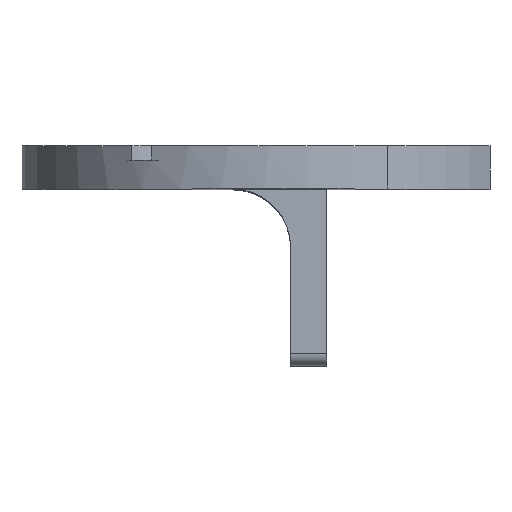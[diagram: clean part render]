
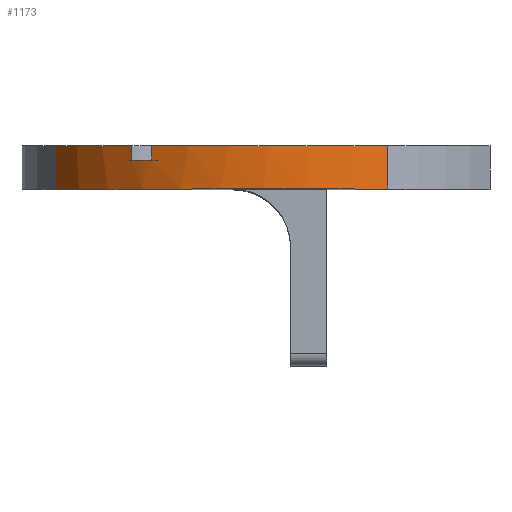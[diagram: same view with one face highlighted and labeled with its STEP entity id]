
A CAD part, top view. The second image highlights one B-rep face of the part: STEP entity #1173.
In plain terms, the highlighted cylindrical face has radius 16.967 mm (diameter 33.933 mm), a partial arc.
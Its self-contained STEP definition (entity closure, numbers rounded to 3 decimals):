
#16 = CARTESIAN_POINT ( 'NONE',  ( 8.378, 3., 14.905 ) ) ;
#21 = AXIS2_PLACEMENT_3D ( 'NONE', #971, #294, #383 ) ;
#48 = DIRECTION ( 'NONE',  ( 0., 1., 0. ) ) ;
#50 = EDGE_CURVE ( 'NONE', #802, #1355, #217, .T. ) ;
#55 = CARTESIAN_POINT ( 'NONE',  ( 16.307, 3., 29.905 ) ) ;
#60 = DIRECTION ( 'NONE',  ( 0., 1., 0. ) ) ;
#65 = DIRECTION ( 'NONE',  ( 0., -1., 0. ) ) ;
#83 = CARTESIAN_POINT ( 'NONE',  ( 0.013, 2.5, 29.666 ) ) ;
#95 = VERTEX_POINT ( 'NONE', #806 ) ;
#106 = CIRCLE ( 'NONE', #21, 16.967 ) ;
#129 = ORIENTED_EDGE ( 'NONE', *, *, #557, .F. ) ;
#155 = DIRECTION ( 'NONE',  ( 0., 0., 1. ) ) ;
#187 = DIRECTION ( 'NONE',  ( 0., -1., 0. ) ) ;
#217 = CIRCLE ( 'NONE', #1128, 16.967 ) ;
#265 = FACE_OUTER_BOUND ( 'NONE', #1156, .T. ) ;
#288 = VERTEX_POINT ( 'NONE', #793 ) ;
#294 = DIRECTION ( 'NONE',  ( 0., 1., 0. ) ) ;
#324 = DIRECTION ( 'NONE',  ( 0., 0., -1. ) ) ;
#330 = LINE ( 'NONE', #527, #1285 ) ;
#357 = DIRECTION ( 'NONE',  ( 0., 1., 0. ) ) ;
#367 = CARTESIAN_POINT ( 'NONE',  ( -1.355, 2.5, 28.803 ) ) ;
#383 = DIRECTION ( 'NONE',  ( 0., 0., 1. ) ) ;
#425 = CARTESIAN_POINT ( 'NONE',  ( 8.378, 3., 14.905 ) ) ;
#444 = DIRECTION ( 'NONE',  ( 0., 1., 0. ) ) ;
#527 = CARTESIAN_POINT ( 'NONE',  ( -6.622, 3., 22.834 ) ) ;
#557 = EDGE_CURVE ( 'NONE', #95, #707, #106, .T. ) ;
#585 = CARTESIAN_POINT ( 'NONE',  ( 0.013, 2., 29.666 ) ) ;
#586 = VECTOR ( 'NONE', #48, 1000. ) ;
#591 = CARTESIAN_POINT ( 'NONE',  ( 8.378, 3., 14.905 ) ) ;
#612 = CARTESIAN_POINT ( 'NONE',  ( 8.378, 0., 14.905 ) ) ;
#624 = AXIS2_PLACEMENT_3D ( 'NONE', #425, #1332, #324 ) ;
#634 = CARTESIAN_POINT ( 'NONE',  ( 16.307, 0., 29.905 ) ) ;
#637 = CARTESIAN_POINT ( 'NONE',  ( 16.307, 3., 29.905 ) ) ;
#643 = ORIENTED_EDGE ( 'NONE', *, *, #927, .T. ) ;
#704 = ORIENTED_EDGE ( 'NONE', *, *, #1070, .F. ) ;
#707 = VERTEX_POINT ( 'NONE', #585 ) ;
#747 = EDGE_CURVE ( 'NONE', #1340, #288, #1434, .T. ) ;
#750 = CIRCLE ( 'NONE', #1274, 16.967 ) ;
#777 = AXIS2_PLACEMENT_3D ( 'NONE', #591, #357, #1256 ) ;
#793 = CARTESIAN_POINT ( 'NONE',  ( -1.355, 3., 28.803 ) ) ;
#802 = VERTEX_POINT ( 'NONE', #1266 ) ;
#806 = CARTESIAN_POINT ( 'NONE',  ( -1.355, 2., 28.803 ) ) ;
#835 = CARTESIAN_POINT ( 'NONE',  ( -6.622, 3., 22.834 ) ) ;
#837 = ORIENTED_EDGE ( 'NONE', *, *, #910, .T. ) ;
#849 = VECTOR ( 'NONE', #1417, 1000. ) ;
#868 = LINE ( 'NONE', #83, #1188 ) ;
#890 = ORIENTED_EDGE ( 'NONE', *, *, #1005, .T. ) ;
#910 = EDGE_CURVE ( 'NONE', #95, #288, #1401, .T. ) ;
#927 = EDGE_CURVE ( 'NONE', #1024, #1378, #750, .T. ) ;
#971 = CARTESIAN_POINT ( 'NONE',  ( 8.378, 2., 14.905 ) ) ;
#981 = CYLINDRICAL_SURFACE ( 'NONE', #624, 16.967 ) ;
#1005 = EDGE_CURVE ( 'NONE', #1340, #1024, #330, .T. ) ;
#1024 = VERTEX_POINT ( 'NONE', #1308 ) ;
#1056 = EDGE_CURVE ( 'NONE', #802, #707, #868, .T. ) ;
#1070 = EDGE_CURVE ( 'NONE', #1355, #1378, #1433, .T. ) ;
#1128 = AXIS2_PLACEMENT_3D ( 'NONE', #16, #444, #1247 ) ;
#1156 = EDGE_LOOP ( 'NONE', ( #129, #837, #1425, #890, #643, #704, #1258, #1345 ) ) ;
#1173 = ADVANCED_FACE ( 'NONE', ( #265 ), #981, .T. ) ;
#1188 = VECTOR ( 'NONE', #187, 1000. ) ;
#1247 = DIRECTION ( 'NONE',  ( 0., 0., 1. ) ) ;
#1256 = DIRECTION ( 'NONE',  ( 0., 0., 1. ) ) ;
#1258 = ORIENTED_EDGE ( 'NONE', *, *, #50, .F. ) ;
#1266 = CARTESIAN_POINT ( 'NONE',  ( 0.013, 3., 29.666 ) ) ;
#1274 = AXIS2_PLACEMENT_3D ( 'NONE', #612, #60, #155 ) ;
#1285 = VECTOR ( 'NONE', #65, 1000. ) ;
#1308 = CARTESIAN_POINT ( 'NONE',  ( -6.622, 0., 22.834 ) ) ;
#1332 = DIRECTION ( 'NONE',  ( 0., -1., 0. ) ) ;
#1340 = VERTEX_POINT ( 'NONE', #835 ) ;
#1345 = ORIENTED_EDGE ( 'NONE', *, *, #1056, .T. ) ;
#1355 = VERTEX_POINT ( 'NONE', #55 ) ;
#1378 = VERTEX_POINT ( 'NONE', #634 ) ;
#1401 = LINE ( 'NONE', #367, #586 ) ;
#1417 = DIRECTION ( 'NONE',  ( 0., -1., 0. ) ) ;
#1425 = ORIENTED_EDGE ( 'NONE', *, *, #747, .F. ) ;
#1433 = LINE ( 'NONE', #637, #849 ) ;
#1434 = CIRCLE ( 'NONE', #777, 16.967 ) ;
